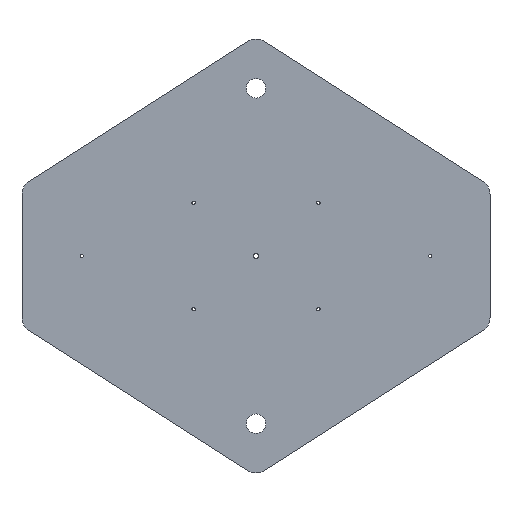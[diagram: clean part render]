
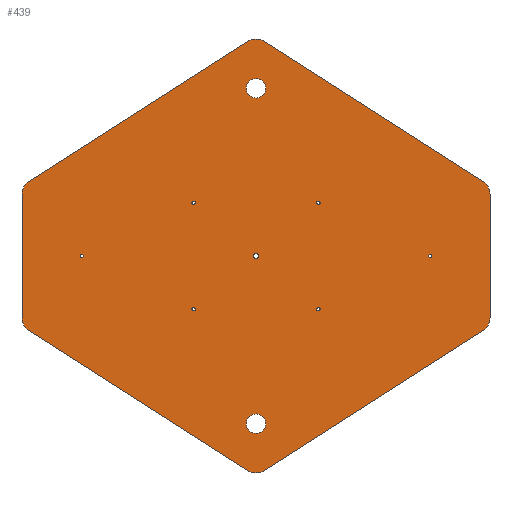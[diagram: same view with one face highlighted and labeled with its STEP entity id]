
A CAD part, front view. The second image highlights one B-rep face of the part: STEP entity #439.
In plain terms, the highlighted planar face has unit normal (0, -1, 0).
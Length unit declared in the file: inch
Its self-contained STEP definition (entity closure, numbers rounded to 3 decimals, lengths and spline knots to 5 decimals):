
#24=PLANE('',#489);
#27=LINE('',#689,#51);
#30=LINE('',#696,#54);
#36=LINE('',#709,#60);
#38=LINE('',#714,#62);
#42=LINE('',#723,#66);
#46=LINE('',#731,#70);
#51=VECTOR('',#566,16.62065);
#54=VECTOR('',#571,7.90534);
#60=VECTOR('',#579,16.62065);
#62=VECTOR('',#583,16.62065);
#66=VECTOR('',#589,7.90534);
#70=VECTOR('',#595,16.62065);
#91=FACE_BOUND('',#159,.T.);
#92=FACE_BOUND('',#160,.T.);
#93=FACE_BOUND('',#161,.T.);
#94=FACE_BOUND('',#162,.T.);
#95=FACE_BOUND('',#163,.T.);
#96=FACE_BOUND('',#164,.T.);
#97=FACE_BOUND('',#165,.T.);
#98=FACE_BOUND('',#166,.T.);
#99=FACE_BOUND('',#167,.T.);
#117=FACE_OUTER_BOUND('',#158,.T.);
#158=EDGE_LOOP('',(#366,#367,#368,#369,#370,#371,#372,#373,#374,#375,#376,
#377));
#159=EDGE_LOOP('',(#378));
#160=EDGE_LOOP('',(#379));
#161=EDGE_LOOP('',(#380));
#162=EDGE_LOOP('',(#381));
#163=EDGE_LOOP('',(#382));
#164=EDGE_LOOP('',(#383));
#165=EDGE_LOOP('',(#384));
#166=EDGE_LOOP('',(#385));
#167=EDGE_LOOP('',(#386));
#173=CIRCLE('',#448,0.625);
#175=CIRCLE('',#451,0.625);
#177=CIRCLE('',#454,0.105);
#179=CIRCLE('',#457,0.105);
#181=CIRCLE('',#460,0.105);
#183=CIRCLE('',#463,0.105);
#185=CIRCLE('',#466,0.105);
#187=CIRCLE('',#469,0.105);
#189=CIRCLE('',#472,0.15);
#192=CIRCLE('',#476,1.);
#198=CIRCLE('',#490,1.);
#199=CIRCLE('',#491,1.);
#200=CIRCLE('',#492,1.);
#201=CIRCLE('',#493,1.);
#202=CIRCLE('',#494,1.);
#203=VERTEX_POINT('',#634);
#205=VERTEX_POINT('',#639);
#207=VERTEX_POINT('',#644);
#209=VERTEX_POINT('',#649);
#211=VERTEX_POINT('',#654);
#213=VERTEX_POINT('',#659);
#215=VERTEX_POINT('',#664);
#217=VERTEX_POINT('',#669);
#219=VERTEX_POINT('',#674);
#223=VERTEX_POINT('',#682);
#224=VERTEX_POINT('',#684);
#225=VERTEX_POINT('',#688);
#227=VERTEX_POINT('',#694);
#228=VERTEX_POINT('',#695);
#233=VERTEX_POINT('',#706);
#234=VERTEX_POINT('',#708);
#235=VERTEX_POINT('',#712);
#236=VERTEX_POINT('',#713);
#239=VERTEX_POINT('',#721);
#240=VERTEX_POINT('',#722);
#243=VERTEX_POINT('',#730);
#245=EDGE_CURVE('',#203,#203,#173,.T.);
#247=EDGE_CURVE('',#205,#205,#175,.T.);
#249=EDGE_CURVE('',#207,#207,#177,.T.);
#251=EDGE_CURVE('',#209,#209,#179,.T.);
#253=EDGE_CURVE('',#211,#211,#181,.T.);
#255=EDGE_CURVE('',#213,#213,#183,.T.);
#257=EDGE_CURVE('',#215,#215,#185,.T.);
#259=EDGE_CURVE('',#217,#217,#187,.T.);
#261=EDGE_CURVE('',#219,#219,#189,.T.);
#265=EDGE_CURVE('',#224,#223,#192,.T.);
#267=EDGE_CURVE('',#224,#225,#27,.T.);
#270=EDGE_CURVE('',#227,#228,#30,.T.);
#276=EDGE_CURVE('',#233,#234,#36,.T.);
#278=EDGE_CURVE('',#235,#236,#38,.T.);
#282=EDGE_CURVE('',#239,#240,#42,.T.);
#286=EDGE_CURVE('',#243,#223,#46,.T.);
#294=EDGE_CURVE('',#233,#228,#198,.T.);
#295=EDGE_CURVE('',#227,#225,#199,.T.);
#296=EDGE_CURVE('',#243,#240,#200,.T.);
#297=EDGE_CURVE('',#239,#236,#201,.T.);
#298=EDGE_CURVE('',#235,#234,#202,.T.);
#366=ORIENTED_EDGE('',*,*,#276,.F.);
#367=ORIENTED_EDGE('',*,*,#294,.T.);
#368=ORIENTED_EDGE('',*,*,#270,.F.);
#369=ORIENTED_EDGE('',*,*,#295,.T.);
#370=ORIENTED_EDGE('',*,*,#267,.F.);
#371=ORIENTED_EDGE('',*,*,#265,.T.);
#372=ORIENTED_EDGE('',*,*,#286,.F.);
#373=ORIENTED_EDGE('',*,*,#296,.T.);
#374=ORIENTED_EDGE('',*,*,#282,.F.);
#375=ORIENTED_EDGE('',*,*,#297,.T.);
#376=ORIENTED_EDGE('',*,*,#278,.F.);
#377=ORIENTED_EDGE('',*,*,#298,.T.);
#378=ORIENTED_EDGE('',*,*,#245,.T.);
#379=ORIENTED_EDGE('',*,*,#247,.T.);
#380=ORIENTED_EDGE('',*,*,#249,.T.);
#381=ORIENTED_EDGE('',*,*,#251,.T.);
#382=ORIENTED_EDGE('',*,*,#253,.T.);
#383=ORIENTED_EDGE('',*,*,#255,.T.);
#384=ORIENTED_EDGE('',*,*,#257,.T.);
#385=ORIENTED_EDGE('',*,*,#259,.T.);
#386=ORIENTED_EDGE('',*,*,#261,.T.);
#439=ADVANCED_FACE('',(#117,#91,#92,#93,#94,#95,#96,#97,#98,#99),#24,.F.);
#448=AXIS2_PLACEMENT_3D('',#635,#504,#505);
#451=AXIS2_PLACEMENT_3D('',#640,#510,#511);
#454=AXIS2_PLACEMENT_3D('',#645,#516,#517);
#457=AXIS2_PLACEMENT_3D('',#650,#522,#523);
#460=AXIS2_PLACEMENT_3D('',#655,#528,#529);
#463=AXIS2_PLACEMENT_3D('',#660,#534,#535);
#466=AXIS2_PLACEMENT_3D('',#665,#540,#541);
#469=AXIS2_PLACEMENT_3D('',#670,#546,#547);
#472=AXIS2_PLACEMENT_3D('',#675,#552,#553);
#476=AXIS2_PLACEMENT_3D('',#685,#561,#562);
#489=AXIS2_PLACEMENT_3D('',#741,#610,#611);
#490=AXIS2_PLACEMENT_3D('',#742,#612,#613);
#491=AXIS2_PLACEMENT_3D('',#743,#614,#615);
#492=AXIS2_PLACEMENT_3D('',#744,#616,#617);
#493=AXIS2_PLACEMENT_3D('',#745,#618,#619);
#494=AXIS2_PLACEMENT_3D('',#746,#620,#621);
#504=DIRECTION('center_axis',(0.,1.,0.));
#505=DIRECTION('ref_axis',(0.,0.,1.));
#510=DIRECTION('center_axis',(0.,1.,0.));
#511=DIRECTION('ref_axis',(0.,0.,1.));
#516=DIRECTION('center_axis',(0.,1.,0.));
#517=DIRECTION('ref_axis',(0.,0.,1.));
#522=DIRECTION('center_axis',(0.,1.,0.));
#523=DIRECTION('ref_axis',(0.,0.,1.));
#528=DIRECTION('center_axis',(0.,1.,0.));
#529=DIRECTION('ref_axis',(0.,0.,1.));
#534=DIRECTION('center_axis',(0.,1.,0.));
#535=DIRECTION('ref_axis',(0.,0.,1.));
#540=DIRECTION('center_axis',(0.,1.,0.));
#541=DIRECTION('ref_axis',(0.,0.,1.));
#546=DIRECTION('center_axis',(0.,1.,0.));
#547=DIRECTION('ref_axis',(0.,0.,1.));
#552=DIRECTION('center_axis',(0.,1.,0.));
#553=DIRECTION('ref_axis',(0.,0.,1.));
#561=DIRECTION('center_axis',(0.,-1.,0.));
#562=DIRECTION('ref_axis',(0.,0.,1.));
#566=DIRECTION('',(-0.842,0.,0.539));
#571=DIRECTION('',(0.,0.,1.));
#579=DIRECTION('',(0.842,0.,0.539));
#583=DIRECTION('',(0.842,0.,-0.539));
#589=DIRECTION('',(0.,0.,-1.));
#595=DIRECTION('',(-0.842,0.,-0.539));
#610=DIRECTION('center_axis',(0.,1.,0.));
#611=DIRECTION('ref_axis',(0.,0.,1.));
#612=DIRECTION('center_axis',(0.,-1.,0.));
#613=DIRECTION('ref_axis',(0.,0.,1.));
#614=DIRECTION('center_axis',(0.,-1.,0.));
#615=DIRECTION('ref_axis',(0.,0.,1.));
#616=DIRECTION('center_axis',(0.,-1.,0.));
#617=DIRECTION('ref_axis',(0.,0.,1.));
#618=DIRECTION('center_axis',(0.,-1.,0.));
#619=DIRECTION('ref_axis',(0.,0.,1.));
#620=DIRECTION('center_axis',(0.,-1.,0.));
#621=DIRECTION('ref_axis',(0.,0.,1.));
#634=CARTESIAN_POINT('',(0.,0.,11.375));
#635=CARTESIAN_POINT('Origin',(0.,0.,10.75));
#639=CARTESIAN_POINT('',(0.,0.,-10.125));
#640=CARTESIAN_POINT('Origin',(0.,0.,-10.75));
#644=CARTESIAN_POINT('',(11.17378,0.,0.105));
#645=CARTESIAN_POINT('Origin',(11.17378,0.,0.));
#649=CARTESIAN_POINT('',(-11.17378,0.,0.105));
#650=CARTESIAN_POINT('Origin',(-11.17378,0.,0.));
#654=CARTESIAN_POINT('',(-4.,0.,3.515));
#655=CARTESIAN_POINT('Origin',(-4.,0.,3.41));
#659=CARTESIAN_POINT('',(4.,0.,-3.305));
#660=CARTESIAN_POINT('Origin',(4.,0.,-3.41));
#664=CARTESIAN_POINT('',(-4.,0.,-3.305));
#665=CARTESIAN_POINT('Origin',(-4.,0.,-3.41));
#669=CARTESIAN_POINT('',(4.,0.,3.515));
#670=CARTESIAN_POINT('Origin',(4.,0.,3.41));
#674=CARTESIAN_POINT('',(0.,0.,0.15));
#675=CARTESIAN_POINT('Origin',(0.,0.,0.));
#682=CARTESIAN_POINT('',(0.53897,0.,-13.75301));
#684=CARTESIAN_POINT('',(-0.53897,0.,-13.75301));
#685=CARTESIAN_POINT('Origin',(0.,0.,-12.91068));
#688=CARTESIAN_POINT('',(-14.53897,0.,-4.79499));
#689=CARTESIAN_POINT('',(0.,0.,-14.09787));
#694=CARTESIAN_POINT('',(-15.,0.,-3.95267));
#695=CARTESIAN_POINT('',(-15.,0.,3.95267));
#696=CARTESIAN_POINT('',(-15.,0.,-4.5));
#706=CARTESIAN_POINT('',(-14.53897,0.,4.79499));
#708=CARTESIAN_POINT('',(-0.53897,0.,13.75301));
#709=CARTESIAN_POINT('',(-15.,0.,4.5));
#712=CARTESIAN_POINT('',(0.53897,0.,13.75301));
#713=CARTESIAN_POINT('',(14.53897,0.,4.79499));
#714=CARTESIAN_POINT('',(0.,0.,14.09787));
#721=CARTESIAN_POINT('',(15.,0.,3.95267));
#722=CARTESIAN_POINT('',(15.,0.,-3.95267));
#723=CARTESIAN_POINT('',(15.,0.,4.5));
#730=CARTESIAN_POINT('',(14.53897,0.,-4.79499));
#731=CARTESIAN_POINT('',(15.,0.,-4.5));
#741=CARTESIAN_POINT('Origin',(-22.03281,0.,0.));
#742=CARTESIAN_POINT('Origin',(-14.,0.,3.95267));
#743=CARTESIAN_POINT('Origin',(-14.,0.,-3.95267));
#744=CARTESIAN_POINT('Origin',(14.,0.,-3.95267));
#745=CARTESIAN_POINT('Origin',(14.,0.,3.95267));
#746=CARTESIAN_POINT('Origin',(0.,0.,12.91068));
